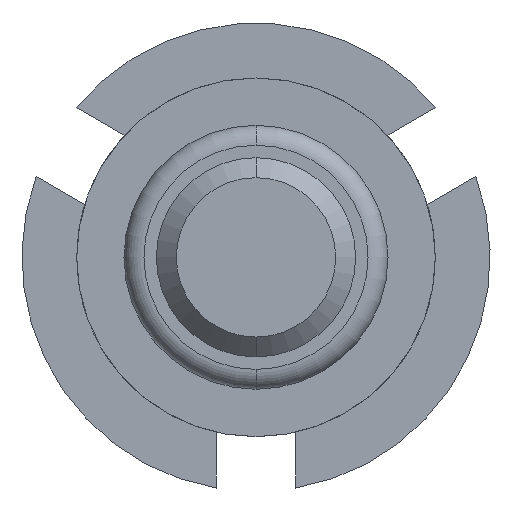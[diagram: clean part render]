
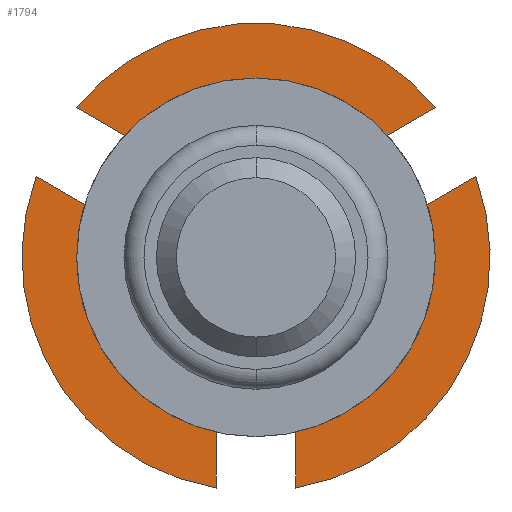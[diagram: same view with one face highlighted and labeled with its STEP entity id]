
A CAD part, front view. The second image highlights one B-rep face of the part: STEP entity #1794.
In plain terms, the highlighted planar face has unit normal (0, -1, 0).
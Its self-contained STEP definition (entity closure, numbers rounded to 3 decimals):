
#47 = LINE ( 'NONE', #1439, #2339 ) ;
#85 = LINE ( 'NONE', #2717, #4449 ) ;
#127 = DIRECTION ( 'NONE',  ( 0.839, 0., 0.545 ) ) ;
#149 = CARTESIAN_POINT ( 'NONE',  ( 0., 5.5, 1.075 ) ) ;
#191 = DIRECTION ( 'NONE',  ( -0.866, 0., -0.5 ) ) ;
#214 = VERTEX_POINT ( 'NONE', #3309 ) ;
#347 = LINE ( 'NONE', #4192, #621 ) ;
#404 = CIRCLE ( 'NONE', #2509, 2.35 ) ;
#420 = ORIENTED_EDGE ( 'NONE', *, *, #3557, .F. ) ;
#426 = FACE_OUTER_BOUND ( 'NONE', #4813, .T. ) ;
#431 = LINE ( 'NONE', #579, #2847 ) ;
#493 = EDGE_CURVE ( 'Defeature ausgef�hrt4_20+Defeature ausgef�hrt4_25+Defeature ausgef�hrt4_38+Defeature ausgef�hrt4_37', #1644, #4955, #2082, .T. ) ;
#571 = PLANE ( 'NONE',  #3959 ) ;
#579 = CARTESIAN_POINT ( 'NONE',  ( 1.386, 5.5, 0.8 ) ) ;
#617 = VECTOR ( 'NONE', #1689, 1000. ) ;
#621 = VECTOR ( 'NONE', #1771, 1000. ) ;
#655 = ORIENTED_EDGE ( 'NONE', *, *, #1911, .F. ) ;
#682 = VERTEX_POINT ( 'NONE', #3928 ) ;
#716 = CARTESIAN_POINT ( 'NONE',  ( 1.805, 5.5, 1.504 ) ) ;
#789 = LINE ( 'NONE', #4622, #5088 ) ;
#802 = ORIENTED_EDGE ( 'NONE', *, *, #493, .F. ) ;
#805 = VECTOR ( 'NONE', #1435, 1000. ) ;
#892 = DIRECTION ( 'NONE',  ( -1., 0., 0. ) ) ;
#1066 = VECTOR ( 'NONE', #127, 1000. ) ;
#1102 = DIRECTION ( 'NONE',  ( 0.839, 0., -0.545 ) ) ;
#1113 = ORIENTED_EDGE ( 'NONE', *, *, #4006, .F. ) ;
#1136 = LINE ( 'NONE', #2097, #4098 ) ;
#1151 = VERTEX_POINT ( 'NONE', #4809 ) ;
#1246 = EDGE_CURVE ( 'Defeature ausgef�hrt4_41+Defeature ausgef�hrt4_25+Defeature ausgef�hrt4_42+Defeature ausgef�hrt4_19', #3154, #2549, #1136, .T. ) ;
#1336 = AXIS2_PLACEMENT_3D ( 'NONE', #4762, #2363, #5164 ) ;
#1376 = DIRECTION ( 'NONE',  ( 0., -1., 0. ) ) ;
#1413 = CARTESIAN_POINT ( 'NONE',  ( 2.205, 5.5, 0.811 ) ) ;
#1435 = DIRECTION ( 'NONE',  ( 0.866, 0., -0.5 ) ) ;
#1439 = CARTESIAN_POINT ( 'NONE',  ( 0.4, 5.5, 0. ) ) ;
#1491 = VERTEX_POINT ( 'NONE', #5029 ) ;
#1503 = ORIENTED_EDGE ( 'NONE', *, *, #4147, .F. ) ;
#1515 = DIRECTION ( 'NONE',  ( 0., 1., 0. ) ) ;
#1591 = DIRECTION ( 'NONE',  ( 0., 0., -1. ) ) ;
#1636 = EDGE_CURVE ( 'Defeature ausgef�hrt4_43+Defeature ausgef�hrt4_25+Defeature ausgef�hrt4_34+Defeature ausgef�hrt4_42', #1491, #5113, #1903, .T. ) ;
#1644 = VERTEX_POINT ( 'NONE', #1413 ) ;
#1689 = DIRECTION ( 'NONE',  ( -0.839, 0., 0.545 ) ) ;
#1723 = AXIS2_PLACEMENT_3D ( 'NONE', #3903, #1515, #4337 ) ;
#1771 = DIRECTION ( 'NONE',  ( 0.866, 0., 0.5 ) ) ;
#1793 = DIRECTION ( 'NONE',  ( 0., 0., -1. ) ) ;
#1794 = ADVANCED_FACE ( 'Defeature ausgef�hrt4_25', ( #426, #3656 ), #571, .T. ) ;
#1835 = VERTEX_POINT ( 'NONE', #3389 ) ;
#1903 = LINE ( 'NONE', #3067, #805 ) ;
#1911 = EDGE_CURVE ( 'Defeature ausgef�hrt4_37+Defeature ausgef�hrt4_25+Defeature ausgef�hrt4_20+Defeature ausgef�hrt4_36', #4955, #4020, #47, .T. ) ;
#1932 = DIRECTION ( 'NONE',  ( 0., 1., 0. ) ) ;
#2082 = CIRCLE ( 'NONE', #1336, 2.35 ) ;
#2096 = EDGE_LOOP ( 'NONE', ( #5122, #1113, #4392, #1503 ) ) ;
#2097 = CARTESIAN_POINT ( 'NONE',  ( 0.2, 5.5, 0.346 ) ) ;
#2177 = CARTESIAN_POINT ( 'NONE',  ( 1.655, 5.5, 0. ) ) ;
#2212 = ORIENTED_EDGE ( 'NONE', *, *, #4181, .F. ) ;
#2261 = ORIENTED_EDGE ( 'NONE', *, *, #4476, .F. ) ;
#2270 = CARTESIAN_POINT ( 'NONE',  ( -1.655, 5.5, 0. ) ) ;
#2329 = CIRCLE ( 'NONE', #1723, 2.35 ) ;
#2335 = EDGE_CURVE ( 'Defeature ausgef�hrt4_36+Defeature ausgef�hrt4_25+Defeature ausgef�hrt4_37+Defeature ausgef�hrt4_35', #4020, #682, #3846, .T. ) ;
#2339 = VECTOR ( 'NONE', #3099, 1000. ) ;
#2363 = DIRECTION ( 'NONE',  ( 0., 1., 0. ) ) ;
#2509 = AXIS2_PLACEMENT_3D ( 'NONE', #3043, #1932, #3128 ) ;
#2549 = VERTEX_POINT ( 'NONE', #2609 ) ;
#2561 = CARTESIAN_POINT ( 'NONE',  ( -1.386, 5.5, 0.8 ) ) ;
#2571 = LINE ( 'NONE', #2270, #3838 ) ;
#2609 = CARTESIAN_POINT ( 'NONE',  ( -1.805, 5.5, 1.504 ) ) ;
#2698 = CARTESIAN_POINT ( 'NONE',  ( 0.4, 5.5, -2.316 ) ) ;
#2717 = CARTESIAN_POINT ( 'NONE',  ( 0., 5.5, -1.075 ) ) ;
#2847 = VECTOR ( 'NONE', #3039, 1000. ) ;
#2922 = CARTESIAN_POINT ( 'NONE',  ( 0., 5.5, -1.6 ) ) ;
#2962 = CARTESIAN_POINT ( 'NONE',  ( -1.186, 5.5, 1.146 ) ) ;
#2982 = EDGE_CURVE ( 'Defeature ausgef�hrt4_40+Defeature ausgef�hrt4_25+Defeature ausgef�hrt4_19+Defeature ausgef�hrt4_39', #4931, #214, #789, .T. ) ;
#3039 = DIRECTION ( 'NONE',  ( 0.5, 0., -0.866 ) ) ;
#3043 = CARTESIAN_POINT ( 'NONE',  ( 0., 5.5, 0. ) ) ;
#3067 = CARTESIAN_POINT ( 'NONE',  ( -0.2, 5.5, -0.346 ) ) ;
#3099 = DIRECTION ( 'NONE',  ( 0., 0., 1. ) ) ;
#3121 = ORIENTED_EDGE ( 'NONE', *, *, #4917, .F. ) ;
#3128 = DIRECTION ( 'NONE',  ( 0., 0., -1. ) ) ;
#3154 = VERTEX_POINT ( 'NONE', #2962 ) ;
#3172 = EDGE_CURVE ( 'Defeature ausgef�hrt4_38+Defeature ausgef�hrt4_25+Defeature ausgef�hrt4_39+Defeature ausgef�hrt4_20', #4297, #1644, #347, .T. ) ;
#3232 = VECTOR ( 'NONE', #4641, 1000. ) ;
#3279 = VECTOR ( 'NONE', #892, 1000. ) ;
#3309 = CARTESIAN_POINT ( 'NONE',  ( 1.186, 5.5, 1.146 ) ) ;
#3358 = CARTESIAN_POINT ( 'NONE',  ( -1.586, 5.5, 0.454 ) ) ;
#3389 = CARTESIAN_POINT ( 'NONE',  ( -0.4, 5.5, -2.316 ) ) ;
#3550 = EDGE_CURVE ( 'Defeature ausgef�hrt4_39+Defeature ausgef�hrt4_25+Defeature ausgef�hrt4_40+Defeature ausgef�hrt4_38', #214, #4297, #431, .T. ) ;
#3557 = EDGE_CURVE ( 'Defeature ausgef�hrt4_42+Defeature ausgef�hrt4_25+Defeature ausgef�hrt4_43+Defeature ausgef�hrt4_41', #5113, #3154, #3862, .T. ) ;
#3589 = VERTEX_POINT ( 'NONE', #149 ) ;
#3643 = VECTOR ( 'NONE', #1591, 1000. ) ;
#3652 = ORIENTED_EDGE ( 'NONE', *, *, #3550, .F. ) ;
#3656 = FACE_BOUND ( 'NONE', #2096, .T. ) ;
#3670 = CARTESIAN_POINT ( 'NONE',  ( 0., 5.5, 1.075 ) ) ;
#3679 = VERTEX_POINT ( 'NONE', #3929 ) ;
#3699 = CARTESIAN_POINT ( 'NONE',  ( 0.4, 5.5, -1.6 ) ) ;
#3743 = ORIENTED_EDGE ( 'NONE', *, *, #3172, .F. ) ;
#3838 = VECTOR ( 'NONE', #3852, 1000. ) ;
#3846 = LINE ( 'NONE', #2922, #3279 ) ;
#3852 = DIRECTION ( 'NONE',  ( -0.839, 0., -0.545 ) ) ;
#3862 = LINE ( 'NONE', #2561, #3232 ) ;
#3903 = CARTESIAN_POINT ( 'NONE',  ( 0., 5.5, 0. ) ) ;
#3928 = CARTESIAN_POINT ( 'NONE',  ( -0.4, 5.5, -1.6 ) ) ;
#3929 = CARTESIAN_POINT ( 'NONE',  ( 1.655, 5.5, 0. ) ) ;
#3959 = AXIS2_PLACEMENT_3D ( 'NONE', #4134, #1376, #1793 ) ;
#3989 = ORIENTED_EDGE ( 'NONE', *, *, #2335, .F. ) ;
#4006 = EDGE_CURVE ( 'Defeature ausgef�hrt4_29+Defeature ausgef�hrt4_25+Defeature ausgef�hrt4_30+Defeature ausgef�hrt4_28', #4289, #3679, #4454, .T. ) ;
#4020 = VERTEX_POINT ( 'NONE', #3699 ) ;
#4098 = VECTOR ( 'NONE', #4486, 1000. ) ;
#4134 = CARTESIAN_POINT ( 'NONE',  ( 0., 5.5, 0. ) ) ;
#4147 = EDGE_CURVE ( 'Defeature ausgef�hrt4_27+Defeature ausgef�hrt4_25+Defeature ausgef�hrt4_28+Defeature ausgef�hrt4_30', #3589, #1151, #2571, .T. ) ;
#4181 = EDGE_CURVE ( 'Defeature ausgef�hrt4_19+Defeature ausgef�hrt4_25+Defeature ausgef�hrt4_41+Defeature ausgef�hrt4_40', #2549, #4931, #2329, .T. ) ;
#4192 = CARTESIAN_POINT ( 'NONE',  ( 0.2, 5.5, -0.346 ) ) ;
#4220 = LINE ( 'NONE', #3670, #617 ) ;
#4289 = VERTEX_POINT ( 'NONE', #4807 ) ;
#4297 = VERTEX_POINT ( 'NONE', #5206 ) ;
#4337 = DIRECTION ( 'NONE',  ( 0., 0., -1. ) ) ;
#4392 = ORIENTED_EDGE ( 'NONE', *, *, #4979, .F. ) ;
#4449 = VECTOR ( 'NONE', #1102, 1000. ) ;
#4454 = LINE ( 'NONE', #2177, #1066 ) ;
#4460 = CARTESIAN_POINT ( 'NONE',  ( -0.4, 5.5, 0. ) ) ;
#4476 = EDGE_CURVE ( 'Defeature ausgef�hrt4_35+Defeature ausgef�hrt4_25+Defeature ausgef�hrt4_36+Defeature ausgef�hrt4_34', #682, #1835, #4712, .T. ) ;
#4486 = DIRECTION ( 'NONE',  ( -0.866, 0., 0.5 ) ) ;
#4622 = CARTESIAN_POINT ( 'NONE',  ( -0.2, 5.5, 0.346 ) ) ;
#4641 = DIRECTION ( 'NONE',  ( 0.5, 0., 0.866 ) ) ;
#4712 = LINE ( 'NONE', #4460, #3643 ) ;
#4723 = ORIENTED_EDGE ( 'NONE', *, *, #1636, .F. ) ;
#4762 = CARTESIAN_POINT ( 'NONE',  ( 0., 5.5, 0. ) ) ;
#4786 = ORIENTED_EDGE ( 'NONE', *, *, #1246, .F. ) ;
#4807 = CARTESIAN_POINT ( 'NONE',  ( 0., 5.5, -1.075 ) ) ;
#4809 = CARTESIAN_POINT ( 'NONE',  ( -1.655, 5.5, 0. ) ) ;
#4813 = EDGE_LOOP ( 'NONE', ( #4786, #420, #4723, #3121, #2261, #3989, #655, #802, #3743, #3652, #4862, #2212 ) ) ;
#4862 = ORIENTED_EDGE ( 'NONE', *, *, #2982, .F. ) ;
#4917 = EDGE_CURVE ( 'Defeature ausgef�hrt4_34+Defeature ausgef�hrt4_25+Defeature ausgef�hrt4_35+Defeature ausgef�hrt4_43', #1835, #1491, #404, .T. ) ;
#4931 = VERTEX_POINT ( 'NONE', #716 ) ;
#4955 = VERTEX_POINT ( 'NONE', #2698 ) ;
#4979 = EDGE_CURVE ( 'Defeature ausgef�hrt4_30+Defeature ausgef�hrt4_25+Defeature ausgef�hrt4_27+Defeature ausgef�hrt4_29', #1151, #4289, #85, .T. ) ;
#5029 = CARTESIAN_POINT ( 'NONE',  ( -2.205, 5.5, 0.811 ) ) ;
#5088 = VECTOR ( 'NONE', #191, 1000. ) ;
#5112 = EDGE_CURVE ( 'Defeature ausgef�hrt4_28+Defeature ausgef�hrt4_25+Defeature ausgef�hrt4_29+Defeature ausgef�hrt4_27', #3679, #3589, #4220, .T. ) ;
#5113 = VERTEX_POINT ( 'NONE', #3358 ) ;
#5122 = ORIENTED_EDGE ( 'NONE', *, *, #5112, .F. ) ;
#5164 = DIRECTION ( 'NONE',  ( 0., 0., -1. ) ) ;
#5206 = CARTESIAN_POINT ( 'NONE',  ( 1.586, 5.5, 0.454 ) ) ;
